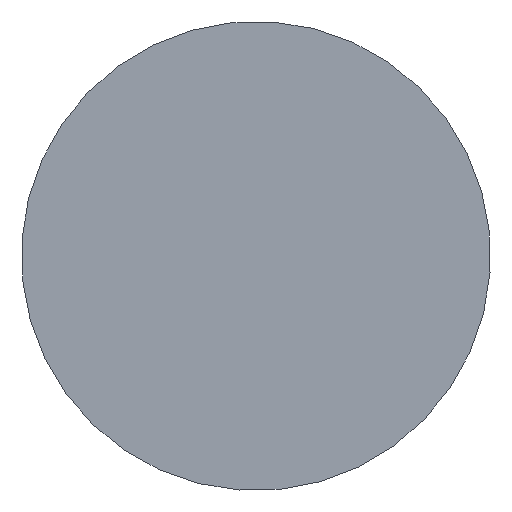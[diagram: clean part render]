
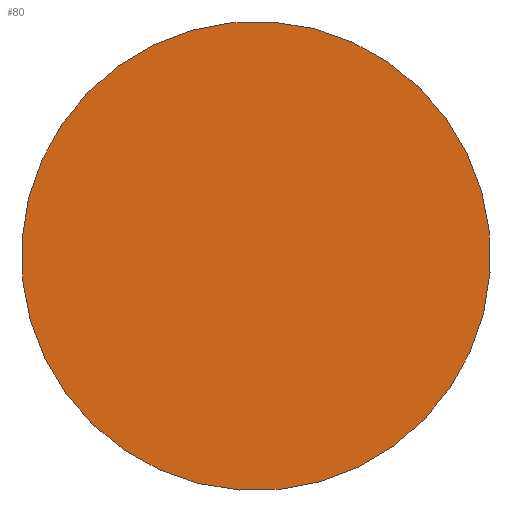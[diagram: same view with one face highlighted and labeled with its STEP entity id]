
A CAD part, front view. The second image highlights one B-rep face of the part: STEP entity #80.
In plain terms, the highlighted planar face has unit normal (0, -1, 0).
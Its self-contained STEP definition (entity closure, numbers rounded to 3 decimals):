
#17 = ORIENTED_EDGE ( 'NONE', *, *, #86, .F. ) ;
#19 = FACE_OUTER_BOUND ( 'NONE', #121, .T. ) ;
#21 = CIRCLE ( 'NONE', #71, 1.015 ) ;
#26 = VERTEX_POINT ( 'NONE', #58 ) ;
#27 = DIRECTION ( 'NONE',  ( 0., 1., 0. ) ) ;
#29 = CARTESIAN_POINT ( 'NONE',  ( 0., 0., 0. ) ) ;
#31 = ORIENTED_EDGE ( 'NONE', *, *, #148, .F. ) ;
#32 = CARTESIAN_POINT ( 'NONE',  ( 0., 0., 0. ) ) ;
#38 = DIRECTION ( 'NONE',  ( 0., 1., 0. ) ) ;
#40 = VERTEX_POINT ( 'NONE', #100 ) ;
#47 = AXIS2_PLACEMENT_3D ( 'NONE', #29, #38, #122 ) ;
#54 = CIRCLE ( 'NONE', #47, 1.015 ) ;
#58 = CARTESIAN_POINT ( 'NONE',  ( 0.443, 0., -0.913 ) ) ;
#71 = AXIS2_PLACEMENT_3D ( 'NONE', #32, #114, #105 ) ;
#80 = ADVANCED_FACE ( 'NONE', ( #19 ), #144, .F. ) ;
#86 = EDGE_CURVE ( 'NONE', #40, #26, #54, .T. ) ;
#93 = AXIS2_PLACEMENT_3D ( 'NONE', #146, #27, #97 ) ;
#97 = DIRECTION ( 'NONE',  ( 1., 0., 0. ) ) ;
#100 = CARTESIAN_POINT ( 'NONE',  ( -0.443, 0., 0.913 ) ) ;
#105 = DIRECTION ( 'NONE',  ( -0.437, 0., 0.9 ) ) ;
#114 = DIRECTION ( 'NONE',  ( 0., 1., 0. ) ) ;
#121 = EDGE_LOOP ( 'NONE', ( #17, #31 ) ) ;
#122 = DIRECTION ( 'NONE',  ( -0.437, 0., 0.9 ) ) ;
#144 = PLANE ( 'NONE',  #93 ) ;
#146 = CARTESIAN_POINT ( 'NONE',  ( 0., 0., 0. ) ) ;
#148 = EDGE_CURVE ( 'NONE', #26, #40, #21, .T. ) ;
